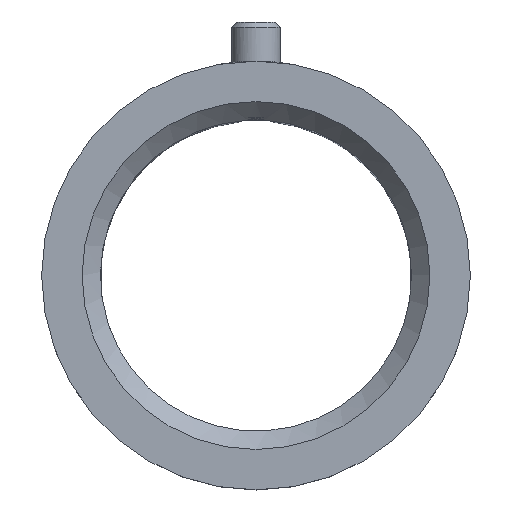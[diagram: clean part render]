
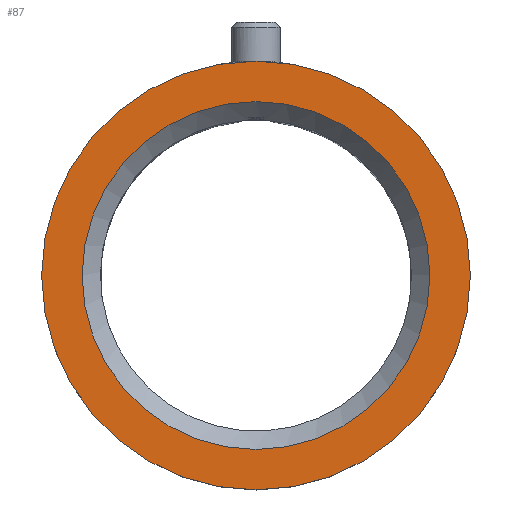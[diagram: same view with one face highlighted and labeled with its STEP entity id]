
A CAD part, top view. The second image highlights one B-rep face of the part: STEP entity #87.
In plain terms, the highlighted planar face has unit normal (0, 0, 1).
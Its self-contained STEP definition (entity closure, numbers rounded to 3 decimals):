
#41=FACE_BOUND('',#142,.T.);
#42=FACE_BOUND('',#143,.T.);
#87=ADVANCED_FACE('',(#41,#42),#110,.T.);
#110=PLANE('',#439);
#142=EDGE_LOOP('',(#249));
#143=EDGE_LOOP('',(#250));
#249=ORIENTED_EDGE('',*,*,#380,.T.);
#250=ORIENTED_EDGE('',*,*,#381,.F.);
#339=VERTEX_POINT('',#775);
#340=VERTEX_POINT('',#777);
#380=EDGE_CURVE('',#339,#339,#413,.T.);
#381=EDGE_CURVE('',#340,#340,#414,.T.);
#413=CIRCLE('',#437,14.2);
#414=CIRCLE('',#438,17.5);
#437=AXIS2_PLACEMENT_3D('',#774,#513,#514);
#438=AXIS2_PLACEMENT_3D('',#776,#515,#516);
#439=AXIS2_PLACEMENT_3D('',#778,#517,#518);
#513=DIRECTION('',(0.,0.,-1.));
#514=DIRECTION('',(0.,1.,0.));
#515=DIRECTION('',(0.,0.,-1.));
#516=DIRECTION('',(0.,-1.,0.));
#517=DIRECTION('',(0.,0.,1.));
#518=DIRECTION('',(0.,1.,0.));
#774=CARTESIAN_POINT('',(0.,0.,6.));
#775=CARTESIAN_POINT('',(0.,14.2,6.));
#776=CARTESIAN_POINT('',(0.,0.,6.));
#777=CARTESIAN_POINT('',(0.,-17.5,6.));
#778=CARTESIAN_POINT('',(0.,0.,6.));
